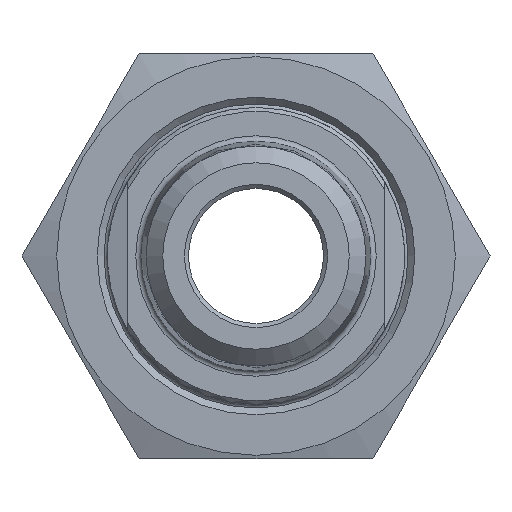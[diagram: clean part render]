
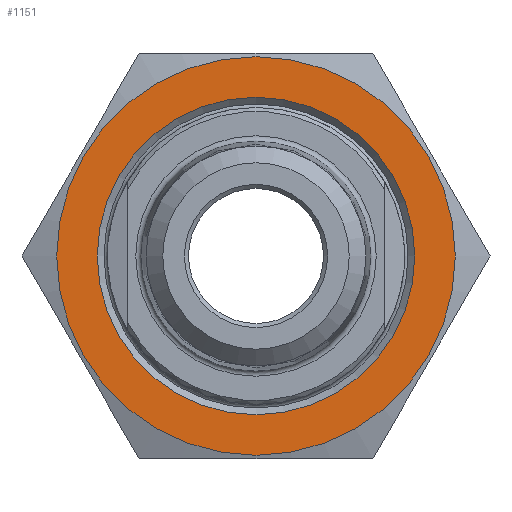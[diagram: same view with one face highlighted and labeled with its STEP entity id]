
A CAD part, left-side view. The second image highlights one B-rep face of the part: STEP entity #1151.
In plain terms, the highlighted planar face has unit normal (-1, 0, 0).
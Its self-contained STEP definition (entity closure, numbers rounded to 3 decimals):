
#76=FACE_BOUND('',#215,.T.);
#93=PLANE('',#1307);
#139=FACE_OUTER_BOUND('',#214,.T.);
#214=EDGE_LOOP('',(#823));
#215=EDGE_LOOP('',(#824));
#398=CIRCLE('',#1297,14.75);
#399=CIRCLE('',#1302,11.75);
#503=VERTEX_POINT('',#1944);
#504=VERTEX_POINT('',#1955);
#620=EDGE_CURVE('',#503,#503,#398,.T.);
#625=EDGE_CURVE('',#504,#504,#399,.T.);
#823=ORIENTED_EDGE('',*,*,#620,.T.);
#824=ORIENTED_EDGE('',*,*,#625,.F.);
#1151=ADVANCED_FACE('',(#139,#76),#93,.F.);
#1297=AXIS2_PLACEMENT_3D('',#1946,#1493,#1494);
#1302=AXIS2_PLACEMENT_3D('',#1956,#1507,#1508);
#1307=AXIS2_PLACEMENT_3D('',#1966,#1519,#1520);
#1493=DIRECTION('center_axis',(-1.,0.,0.));
#1494=DIRECTION('ref_axis',(0.,1.,0.));
#1507=DIRECTION('center_axis',(-1.,0.,0.));
#1508=DIRECTION('ref_axis',(0.,-1.,0.));
#1519=DIRECTION('center_axis',(1.,0.,0.));
#1520=DIRECTION('ref_axis',(0.,0.,-1.));
#1944=CARTESIAN_POINT('',(-15.,-14.75,0.));
#1946=CARTESIAN_POINT('Origin',(-15.,0.,0.));
#1955=CARTESIAN_POINT('',(-15.,11.75,0.));
#1956=CARTESIAN_POINT('Origin',(-15.,0.,0.));
#1966=CARTESIAN_POINT('Origin',(-15.,0.,0.));
